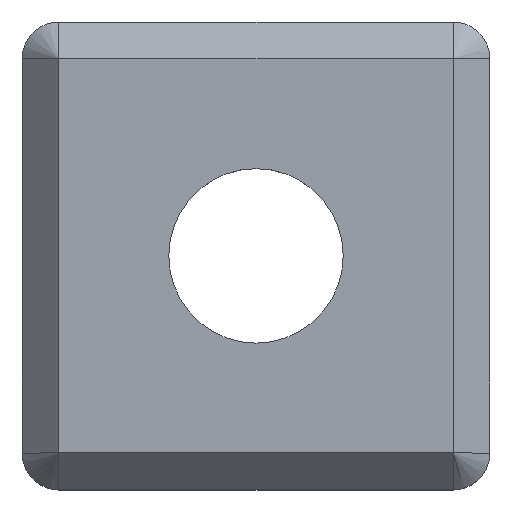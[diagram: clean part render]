
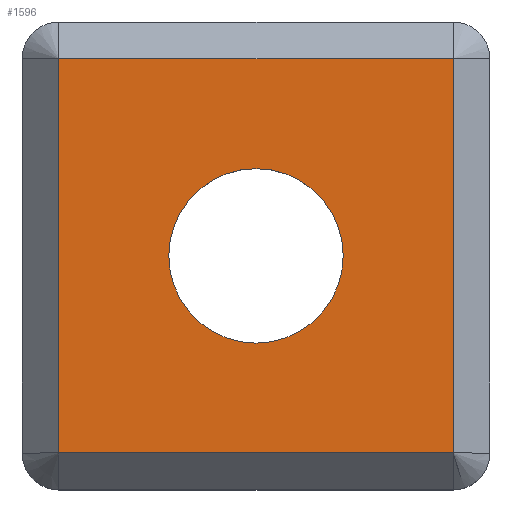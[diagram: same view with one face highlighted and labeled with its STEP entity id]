
A CAD part, top view. The second image highlights one B-rep face of the part: STEP entity #1596.
In plain terms, the highlighted planar face has unit normal (0, 0, 1).
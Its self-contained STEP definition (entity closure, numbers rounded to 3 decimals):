
#15=FACE_BOUND('',#136,.T.);
#29=CIRCLE('',#1691,3.55);
#49=FACE_OUTER_BOUND('',#135,.T.);
#135=EDGE_LOOP('',(#1085,#1086,#1087,#1088));
#136=EDGE_LOOP('',(#1089));
#213=LINE('',#2191,#436);
#217=LINE('',#2199,#440);
#221=LINE('',#2209,#444);
#225=LINE('',#2218,#448);
#436=VECTOR('',#1773,10.);
#440=VECTOR('',#1779,10.);
#444=VECTOR('',#1789,10.);
#448=VECTOR('',#1799,10.);
#659=VERTEX_POINT('',#2188);
#660=VERTEX_POINT('',#2190);
#663=VERTEX_POINT('',#2197);
#666=VERTEX_POINT('',#2207);
#675=VERTEX_POINT('',#2245);
#809=EDGE_CURVE('',#659,#660,#213,.T.);
#813=EDGE_CURVE('',#663,#659,#217,.T.);
#818=EDGE_CURVE('',#666,#663,#221,.T.);
#823=EDGE_CURVE('',#660,#666,#225,.T.);
#837=EDGE_CURVE('',#675,#675,#29,.T.);
#1085=ORIENTED_EDGE('',*,*,#809,.F.);
#1086=ORIENTED_EDGE('',*,*,#813,.F.);
#1087=ORIENTED_EDGE('',*,*,#818,.F.);
#1088=ORIENTED_EDGE('',*,*,#823,.F.);
#1089=ORIENTED_EDGE('',*,*,#837,.T.);
#1513=PLANE('',#1690);
#1596=ADVANCED_FACE('',(#49,#15),#1513,.T.);
#1690=AXIS2_PLACEMENT_3D('',#2244,#1829,#1830);
#1691=AXIS2_PLACEMENT_3D('',#2246,#1831,#1832);
#1773=DIRECTION('',(-1.,0.,0.));
#1779=DIRECTION('',(0.,-1.,0.));
#1789=DIRECTION('',(1.,0.,0.));
#1799=DIRECTION('',(0.,1.,0.));
#1829=DIRECTION('center_axis',(0.,0.,1.));
#1830=DIRECTION('ref_axis',(-1.,0.,0.));
#1831=DIRECTION('center_axis',(0.,0.,-1.));
#1832=DIRECTION('ref_axis',(-1.,0.,0.));
#2188=CARTESIAN_POINT('',(-351.97,172.616,7.769));
#2190=CARTESIAN_POINT('',(-368.01,172.616,7.769));
#2191=CARTESIAN_POINT('',(-356.08,172.616,7.769));
#2197=CARTESIAN_POINT('',(-351.97,188.661,7.769));
#2199=CARTESIAN_POINT('',(-351.97,184.55,7.769));
#2207=CARTESIAN_POINT('',(-368.01,188.661,7.769));
#2209=CARTESIAN_POINT('',(-363.9,188.661,7.769));
#2218=CARTESIAN_POINT('',(-368.01,176.728,7.769));
#2244=CARTESIAN_POINT('Origin',(-359.99,180.639,7.769));
#2245=CARTESIAN_POINT('',(-356.44,180.639,7.769));
#2246=CARTESIAN_POINT('Origin',(-359.99,180.639,7.769));
